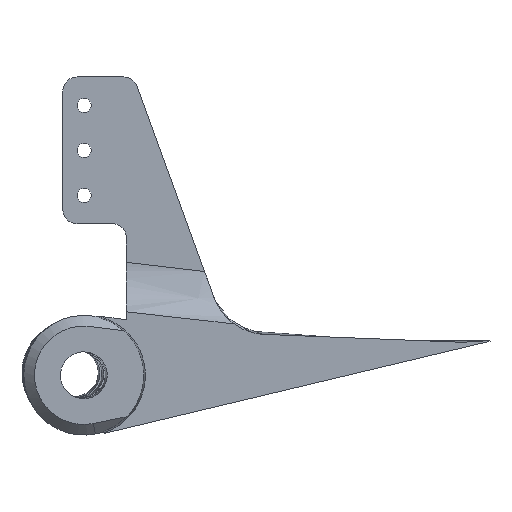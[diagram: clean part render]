
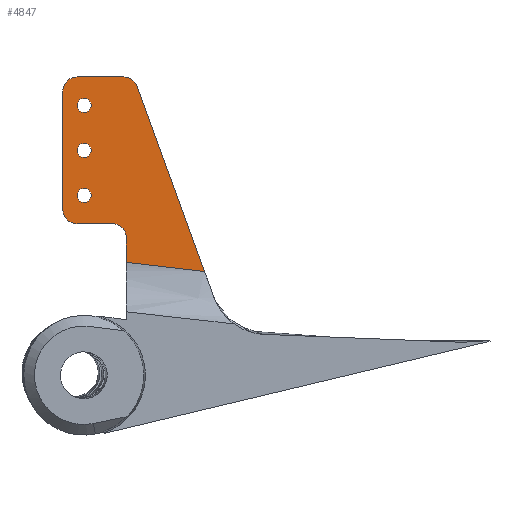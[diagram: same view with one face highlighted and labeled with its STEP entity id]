
A CAD part, front view. The second image highlights one B-rep face of the part: STEP entity #4847.
In plain terms, the highlighted planar face has unit normal (0, -1, 0).
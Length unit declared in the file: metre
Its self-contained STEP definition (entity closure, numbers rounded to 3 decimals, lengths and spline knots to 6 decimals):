
#52 = CARTESIAN_POINT ( 'NONE',  ( 0.085684, 0.229, 0.009728 ) ) ;
#69 = CARTESIAN_POINT ( 'NONE',  ( 0.085684, 0.229, 0.016578 ) ) ;
#110 = ORIENTED_EDGE ( 'NONE', *, *, #3873, .T. ) ;
#204 = CARTESIAN_POINT ( 'NONE',  ( 0.088483, 0.229, 0.017578 ) ) ;
#205 = EDGE_LOOP ( 'NONE', ( #4478, #4163 ) ) ;
#208 = CARTESIAN_POINT ( 'NONE',  ( 0.090504, 0.229, 0.005273 ) ) ;
#230 = CARTESIAN_POINT ( 'NONE',  ( 0.088669, 0.229, 0.001432 ) ) ;
#244 = CARTESIAN_POINT ( 'NONE',  ( 0.085184, 0.229, 0.008228 ) ) ;
#308 = AXIS2_PLACEMENT_3D ( 'NONE', #6427, #3549, #5005 ) ;
#356 = CARTESIAN_POINT ( 'NONE',  ( 0.085684, 0.229, 0.013903 ) ) ;
#519 = VERTEX_POINT ( 'NONE', #3284 ) ;
#553 = CARTESIAN_POINT ( 'NONE',  ( 0.087669, 0.229, 0.008228 ) ) ;
#581 = VERTEX_POINT ( 'NONE', #6047 ) ;
#597 = CARTESIAN_POINT ( 'NONE',  ( 0.085184, 0.229, 0.017578 ) ) ;
#693 = CARTESIAN_POINT ( 'NONE',  ( 0.085684, 0.229, 0.012903 ) ) ;
#714 = EDGE_CURVE ( 'NONE', #2639, #1039, #4404, .T. ) ;
#738 = AXIS2_PLACEMENT_3D ( 'NONE', #597, #1182, #3620 ) ;
#816 = VERTEX_POINT ( 'NONE', #5490 ) ;
#860 = ORIENTED_EDGE ( 'NONE', *, *, #4857, .F. ) ;
#879 = CARTESIAN_POINT ( 'NONE',  ( 0.085184, 0.229, 0.018578 ) ) ;
#933 = VECTOR ( 'NONE', #6461, 1. ) ;
#1039 = VERTEX_POINT ( 'NONE', #3058 ) ;
#1049 = CIRCLE ( 'NONE', #738, 0.001 ) ;
#1056 = CARTESIAN_POINT ( 'NONE',  ( 0., 0.229, 0. ) ) ;
#1154 = VECTOR ( 'NONE', #5320, 1. ) ;
#1182 = DIRECTION ( 'NONE',  ( 0., -1., 0. ) ) ;
#1242 = B_SPLINE_CURVE_WITH_KNOTS ( 'NONE', 3,
 ( #1729, #208, #3147, #5170 ),
 .UNSPECIFIED., .F., .F.,
 ( 4, 4 ),
 ( 0., 0.005546 ),
 .UNSPECIFIED. ) ;
#1256 = AXIS2_PLACEMENT_3D ( 'NONE', #4839, #5765, #4871 ) ;
#1277 = DIRECTION ( 'NONE',  ( 0., 0., 1. ) ) ;
#1287 = CARTESIAN_POINT ( 'NONE',  ( 0.088483, 0.229, 0.018578 ) ) ;
#1291 = DIRECTION ( 'NONE',  ( 0., 1., 0. ) ) ;
#1293 = CARTESIAN_POINT ( 'NONE',  ( 0.084184, 0.229, 0.018578 ) ) ;
#1359 = VECTOR ( 'NONE', #1502, 1. ) ;
#1466 = LINE ( 'NONE', #5493, #1359 ) ;
#1490 = DIRECTION ( 'NONE',  ( 0., 1., 0. ) ) ;
#1502 = DIRECTION ( 'NONE',  ( 0.342, 0., -0.94 ) ) ;
#1533 = VERTEX_POINT ( 'NONE', #2785 ) ;
#1686 = CIRCLE ( 'NONE', #1256, 0.001 ) ;
#1696 = EDGE_LOOP ( 'NONE', ( #6356, #5729, #5836, #5618, #3478, #3359, #860, #3065, #4801, #1859 ) ) ;
#1729 = CARTESIAN_POINT ( 'NONE',  ( 0.088669, 0.229, 0.005501 ) ) ;
#1816 = EDGE_CURVE ( 'NONE', #1533, #816, #4930, .T. ) ;
#1859 = ORIENTED_EDGE ( 'NONE', *, *, #714, .T. ) ;
#1916 = VERTEX_POINT ( 'NONE', #356 ) ;
#1933 = FACE_BOUND ( 'NONE', #2274, .T. ) ;
#1990 = CIRCLE ( 'NONE', #2745, 0.0005 ) ;
#2085 = DIRECTION ( 'NONE',  ( 0., 1., 0. ) ) ;
#2100 = ORIENTED_EDGE ( 'NONE', *, *, #5814, .T. ) ;
#2183 = CARTESIAN_POINT ( 'NONE',  ( 0.084184, 0.229, 0.017578 ) ) ;
#2214 = VECTOR ( 'NONE', #4728, 1. ) ;
#2249 = DIRECTION ( 'NONE',  ( 0., 0., 1. ) ) ;
#2273 = DIRECTION ( 'NONE',  ( 0., 1., 0. ) ) ;
#2274 = EDGE_LOOP ( 'NONE', ( #2100, #4954 ) ) ;
#2479 = FACE_BOUND ( 'NONE', #3021, .T. ) ;
#2535 = EDGE_CURVE ( 'NONE', #6235, #1039, #4755, .T. ) ;
#2639 = VERTEX_POINT ( 'NONE', #553 ) ;
#2731 = LINE ( 'NONE', #5689, #2214 ) ;
#2745 = AXIS2_PLACEMENT_3D ( 'NONE', #5993, #1490, #3007 ) ;
#2773 = EDGE_CURVE ( 'NONE', #6235, #581, #1242, .T. ) ;
#2785 = CARTESIAN_POINT ( 'NONE',  ( 0.085684, 0.229, 0.017078 ) ) ;
#2933 = CARTESIAN_POINT ( 'NONE',  ( 0.088669, 0.229, 0.005501 ) ) ;
#2966 = LINE ( 'NONE', #4035, #933 ) ;
#2999 = PLANE ( 'NONE',  #3350 ) ;
#3007 = DIRECTION ( 'NONE',  ( 0., 0., 1. ) ) ;
#3021 = EDGE_LOOP ( 'NONE', ( #6447, #110 ) ) ;
#3046 = EDGE_CURVE ( 'NONE', #6039, #6308, #5812, .T. ) ;
#3058 = CARTESIAN_POINT ( 'NONE',  ( 0.088669, 0.229, 0.007228 ) ) ;
#3065 = ORIENTED_EDGE ( 'NONE', *, *, #6023, .T. ) ;
#3068 = FACE_OUTER_BOUND ( 'NONE', #1696, .T. ) ;
#3141 = DIRECTION ( 'NONE',  ( 0., -1., 0. ) ) ;
#3147 = CARTESIAN_POINT ( 'NONE',  ( 0.09234, 0.229, 0.005056 ) ) ;
#3150 = CIRCLE ( 'NONE', #4835, 0.001 ) ;
#3244 = AXIS2_PLACEMENT_3D ( 'NONE', #3811, #5291, #5256 ) ;
#3254 = AXIS2_PLACEMENT_3D ( 'NONE', #3753, #6207, #6263 ) ;
#3284 = CARTESIAN_POINT ( 'NONE',  ( 0.084184, 0.229, 0.009228 ) ) ;
#3350 = AXIS2_PLACEMENT_3D ( 'NONE', #1056, #4545, #4005 ) ;
#3359 = ORIENTED_EDGE ( 'NONE', *, *, #5547, .T. ) ;
#3478 = ORIENTED_EDGE ( 'NONE', *, *, #3046, .F. ) ;
#3549 = DIRECTION ( 'NONE',  ( 0., 1., 0. ) ) ;
#3565 = CIRCLE ( 'NONE', #4204, 0.0005 ) ;
#3605 = DIRECTION ( 'NONE',  ( 0., 0., 1. ) ) ;
#3607 = VERTEX_POINT ( 'NONE', #4240 ) ;
#3620 = DIRECTION ( 'NONE',  ( 0., 0., 1. ) ) ;
#3753 = CARTESIAN_POINT ( 'NONE',  ( 0.085684, 0.229, 0.010228 ) ) ;
#3811 = CARTESIAN_POINT ( 'NONE',  ( 0.087669, 0.229, 0.007228 ) ) ;
#3832 = CARTESIAN_POINT ( 'NONE',  ( 0.089423, 0.229, 0.01792 ) ) ;
#3873 = EDGE_CURVE ( 'NONE', #3607, #4861, #3565, .T. ) ;
#3877 = CIRCLE ( 'NONE', #308, 0.0005 ) ;
#3915 = CARTESIAN_POINT ( 'NONE',  ( 0.085684, 0.229, 0.016578 ) ) ;
#3957 = EDGE_CURVE ( 'NONE', #4294, #581, #1466, .T. ) ;
#3978 = VECTOR ( 'NONE', #2249, 1. ) ;
#4005 = DIRECTION ( 'NONE',  ( 0., 0., 1. ) ) ;
#4035 = CARTESIAN_POINT ( 'NONE',  ( 0.084184, 0.229, 0.008228 ) ) ;
#4093 = CIRCLE ( 'NONE', #5255, 0.0005 ) ;
#4163 = ORIENTED_EDGE ( 'NONE', *, *, #1816, .T. ) ;
#4204 = AXIS2_PLACEMENT_3D ( 'NONE', #4781, #2273, #1277 ) ;
#4212 = EDGE_CURVE ( 'NONE', #2639, #5122, #2731, .T. ) ;
#4240 = CARTESIAN_POINT ( 'NONE',  ( 0.085684, 0.229, 0.010728 ) ) ;
#4289 = EDGE_CURVE ( 'NONE', #816, #1533, #4093, .T. ) ;
#4294 = VERTEX_POINT ( 'NONE', #3832 ) ;
#4404 = CIRCLE ( 'NONE', #3244, 0.001 ) ;
#4405 = VERTEX_POINT ( 'NONE', #2183 ) ;
#4478 = ORIENTED_EDGE ( 'NONE', *, *, #4289, .T. ) ;
#4545 = DIRECTION ( 'NONE',  ( 0., 1., 0. ) ) ;
#4728 = DIRECTION ( 'NONE',  ( -1., 0., 0. ) ) ;
#4755 = LINE ( 'NONE', #230, #3978 ) ;
#4781 = CARTESIAN_POINT ( 'NONE',  ( 0.085684, 0.229, 0.010228 ) ) ;
#4783 = EDGE_CURVE ( 'NONE', #1916, #5555, #3877, .T. ) ;
#4801 = ORIENTED_EDGE ( 'NONE', *, *, #4212, .F. ) ;
#4835 = AXIS2_PLACEMENT_3D ( 'NONE', #204, #3141, #5163 ) ;
#4839 = CARTESIAN_POINT ( 'NONE',  ( 0.085184, 0.229, 0.009228 ) ) ;
#4847 = ADVANCED_FACE ( 'NONE', ( #3068, #2479, #5570, #1933 ), #2999, .F. ) ;
#4857 = EDGE_CURVE ( 'NONE', #519, #4405, #2966, .T. ) ;
#4861 = VERTEX_POINT ( 'NONE', #52 ) ;
#4871 = DIRECTION ( 'NONE',  ( 0., 0., 1. ) ) ;
#4930 = CIRCLE ( 'NONE', #5250, 0.0005 ) ;
#4954 = ORIENTED_EDGE ( 'NONE', *, *, #4783, .T. ) ;
#5005 = DIRECTION ( 'NONE',  ( 0., 0., 1. ) ) ;
#5122 = VERTEX_POINT ( 'NONE', #244 ) ;
#5163 = DIRECTION ( 'NONE',  ( 0., 0., 1. ) ) ;
#5170 = CARTESIAN_POINT ( 'NONE',  ( 0.094178, 0.229, 0.004857 ) ) ;
#5250 = AXIS2_PLACEMENT_3D ( 'NONE', #69, #2085, #3605 ) ;
#5255 = AXIS2_PLACEMENT_3D ( 'NONE', #3915, #1291, #5318 ) ;
#5256 = DIRECTION ( 'NONE',  ( 0., 0., 1. ) ) ;
#5291 = DIRECTION ( 'NONE',  ( 0., 1., 0. ) ) ;
#5318 = DIRECTION ( 'NONE',  ( 0., 0., 1. ) ) ;
#5320 = DIRECTION ( 'NONE',  ( 1., 0., 0. ) ) ;
#5410 = EDGE_CURVE ( 'NONE', #4294, #6308, #3150, .T. ) ;
#5490 = CARTESIAN_POINT ( 'NONE',  ( 0.085684, 0.229, 0.016078 ) ) ;
#5493 = CARTESIAN_POINT ( 'NONE',  ( 0.089184, 0.229, 0.018578 ) ) ;
#5547 = EDGE_CURVE ( 'NONE', #6039, #4405, #1049, .T. ) ;
#5555 = VERTEX_POINT ( 'NONE', #693 ) ;
#5570 = FACE_BOUND ( 'NONE', #205, .T. ) ;
#5618 = ORIENTED_EDGE ( 'NONE', *, *, #5410, .T. ) ;
#5689 = CARTESIAN_POINT ( 'NONE',  ( 0.088669, 0.229, 0.008228 ) ) ;
#5709 = EDGE_CURVE ( 'NONE', #4861, #3607, #6089, .T. ) ;
#5729 = ORIENTED_EDGE ( 'NONE', *, *, #2773, .T. ) ;
#5765 = DIRECTION ( 'NONE',  ( 0., -1., 0. ) ) ;
#5812 = LINE ( 'NONE', #1293, #1154 ) ;
#5814 = EDGE_CURVE ( 'NONE', #5555, #1916, #1990, .T. ) ;
#5836 = ORIENTED_EDGE ( 'NONE', *, *, #3957, .F. ) ;
#5993 = CARTESIAN_POINT ( 'NONE',  ( 0.085684, 0.229, 0.013403 ) ) ;
#6023 = EDGE_CURVE ( 'NONE', #519, #5122, #1686, .T. ) ;
#6039 = VERTEX_POINT ( 'NONE', #879 ) ;
#6047 = CARTESIAN_POINT ( 'NONE',  ( 0.094178, 0.229, 0.004857 ) ) ;
#6089 = CIRCLE ( 'NONE', #3254, 0.0005 ) ;
#6207 = DIRECTION ( 'NONE',  ( 0., 1., 0. ) ) ;
#6235 = VERTEX_POINT ( 'NONE', #2933 ) ;
#6263 = DIRECTION ( 'NONE',  ( 0., 0., 1. ) ) ;
#6308 = VERTEX_POINT ( 'NONE', #1287 ) ;
#6356 = ORIENTED_EDGE ( 'NONE', *, *, #2535, .F. ) ;
#6427 = CARTESIAN_POINT ( 'NONE',  ( 0.085684, 0.229, 0.013403 ) ) ;
#6447 = ORIENTED_EDGE ( 'NONE', *, *, #5709, .T. ) ;
#6461 = DIRECTION ( 'NONE',  ( 0., 0., 1. ) ) ;
